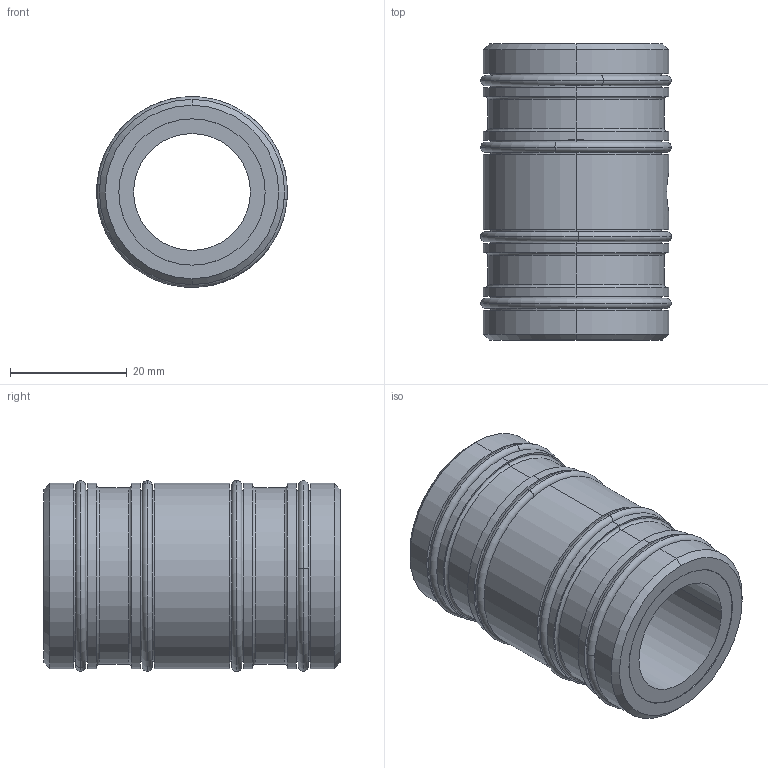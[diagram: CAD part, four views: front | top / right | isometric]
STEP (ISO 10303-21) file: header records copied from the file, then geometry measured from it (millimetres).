
FILE_DESCRIPTION (( 'STEP AP214' ), '1' );
FILE_NAME ('S302001.STEP', '2019-08-23T18:19:11', ( '' ), ( '' ), 'SwSTEP 2.0', 'SolidWorks 2019', '' );
FILE_SCHEMA (( 'AUTOMOTIVE_DESIGN' ));
Length unit declared in the file: inch
Products named in the file (1): S302001
Bounding box: 32.7 x 50.8 x 32.7 mm (x, y, z)
Volume: 22972.2 mm3; surface area: 20277 mm2
Topology: 6 solids, 6 shells, 81 faces, 164 edges, 100 vertices
Faces by surface type: cylinder 36, torus 24, plane 17, cone 4
Entity records: 3422 total; most frequent: CARTESIAN_POINT 446, DIRECTION 444, ORIENTED_EDGE 328, AXIS2_PLACEMENT_3D 202, EDGE_CURVE 164, CIRCLE 120, VERTEX_POINT 100, EDGE_LOOP 100
